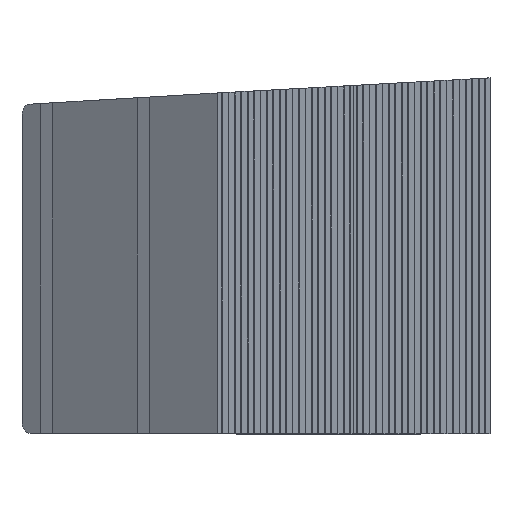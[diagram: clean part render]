
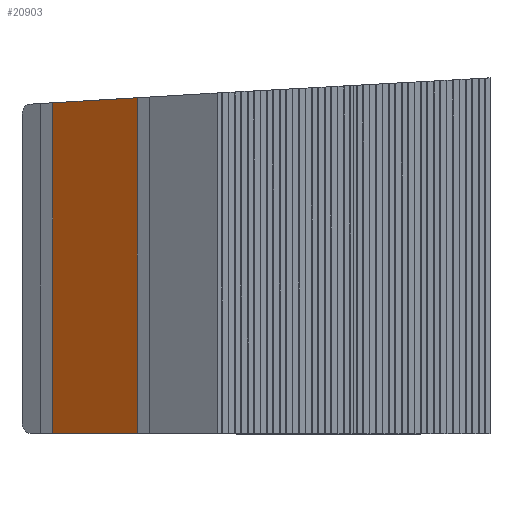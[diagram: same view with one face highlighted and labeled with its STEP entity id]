
A CAD part, top view. The second image highlights one B-rep face of the part: STEP entity #20903.
In plain terms, the highlighted planar face has unit normal (-0.609, 0, 0.793).
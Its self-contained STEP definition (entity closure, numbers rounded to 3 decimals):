
#20728 = VERTEX_POINT('',#20729);
#20729 = CARTESIAN_POINT('',(11056.924,-534.619,
    3921.015));
#20736 = PLANE('',#20737);
#20737 = AXIS2_PLACEMENT_3D('',#20738,#20739,#20740);
#20738 = CARTESIAN_POINT('',(10948.006,22.278,
    3853.699));
#20739 = DIRECTION('',(-0.526,0.,0.851)
  );
#20740 = DIRECTION('',(0.851,0.,0.526));
#20747 = PLANE('',#20748);
#20748 = AXIS2_PLACEMENT_3D('',#20749,#20750,#20751);
#20749 = CARTESIAN_POINT('',(0.,-534.619,0.));
#20750 = DIRECTION('',(0.,1.,0.));
#20751 = DIRECTION('',(1.,0.,-0.));
#20785 = VERTEX_POINT('',#20786);
#20786 = CARTESIAN_POINT('',(11056.924,559.661,
    3921.015));
#20799 = PLANE('',#20800);
#20800 = AXIS2_PLACEMENT_3D('',#20801,#20802,#20803);
#20801 = CARTESIAN_POINT('',(4.895,-84.046,0.));
#20802 = DIRECTION('',(0.058,-0.998,0.));
#20803 = DIRECTION('',(0.,0.,-1.));
#20810 = EDGE_CURVE('',#20728,#20785,#20811,.T.);
#20811 = SURFACE_CURVE('',#20812,(#20816,#20822),.PCURVE_S1.);
#20812 = LINE('',#20813,#20814);
#20813 = CARTESIAN_POINT('',(11056.924,1.04,
    3921.015));
#20814 = VECTOR('',#20815,1.);
#20815 = DIRECTION('',(0.,1.,0.));
#20816 = PCURVE('',#20736,#20817);
#20817 = DEFINITIONAL_REPRESENTATION('',(#20818),#20821);
#20818 = B_SPLINE_CURVE_WITH_KNOTS('',1,(#20819,#20820),.UNSPECIFIED.,
  .F.,.F.,(2,2),(-648.253,702.876),
  .PIECEWISE_BEZIER_KNOTS.);
#20819 = CARTESIAN_POINT('',(128.04,-669.49));
#20820 = CARTESIAN_POINT('',(128.04,681.639));
#20821 = ( GEOMETRIC_REPRESENTATION_CONTEXT(2) 
PARAMETRIC_REPRESENTATION_CONTEXT() REPRESENTATION_CONTEXT('2D SPACE',''
  ) );
#20822 = PCURVE('',#20823,#20828);
#20823 = PLANE('',#20824);
#20824 = AXIS2_PLACEMENT_3D('',#20825,#20826,#20827);
#20825 = CARTESIAN_POINT('',(-6932.039,-20.197,
    -9874.187));
#20826 = DIRECTION('',(0.609,0.,-0.794));
#20827 = DIRECTION('',(0.,-1.,0.));
#20828 = DEFINITIONAL_REPRESENTATION('',(#20829),#20832);
#20829 = B_SPLINE_CURVE_WITH_KNOTS('',1,(#20830,#20831),.UNSPECIFIED.,
  .F.,.F.,(2,2),(-648.253,702.876),
  .PIECEWISE_BEZIER_KNOTS.);
#20830 = CARTESIAN_POINT('',(627.016,-22669.591));
#20831 = CARTESIAN_POINT('',(-724.113,-22669.591));
#20832 = ( GEOMETRIC_REPRESENTATION_CONTEXT(2) 
PARAMETRIC_REPRESENTATION_CONTEXT() REPRESENTATION_CONTEXT('2D SPACE',''
  ) );
#20859 = EDGE_CURVE('',#20728,#20860,#20862,.T.);
#20860 = VERTEX_POINT('',#20861);
#20861 = CARTESIAN_POINT('',(11336.541,-534.619,
    4135.445));
#20862 = SURFACE_CURVE('',#20863,(#20867,#20873),.PCURVE_S1.);
#20863 = LINE('',#20864,#20865);
#20864 = CARTESIAN_POINT('',(-2365.466,-534.619,
    -6372.217));
#20865 = VECTOR('',#20866,1.);
#20866 = DIRECTION('',(0.794,-0.,0.609));
#20867 = PCURVE('',#20747,#20868);
#20868 = DEFINITIONAL_REPRESENTATION('',(#20869),#20872);
#20869 = B_SPLINE_CURVE_WITH_KNOTS('',1,(#20870,#20871),.UNSPECIFIED.,
  .F.,.F.,(2,2),(16592.701,18098.529),
  .PIECEWISE_BEZIER_KNOTS.);
#20870 = CARTESIAN_POINT('',(10801.312,-3724.994));
#20871 = CARTESIAN_POINT('',(11996.23,-4641.34));
#20872 = ( GEOMETRIC_REPRESENTATION_CONTEXT(2) 
PARAMETRIC_REPRESENTATION_CONTEXT() REPRESENTATION_CONTEXT('2D SPACE',''
  ) );
#20873 = PCURVE('',#20823,#20874);
#20874 = DEFINITIONAL_REPRESENTATION('',(#20875),#20878);
#20875 = B_SPLINE_CURVE_WITH_KNOTS('',1,(#20876,#20877),.UNSPECIFIED.,
  .F.,.F.,(2,2),(16592.701,18098.529),
  .PIECEWISE_BEZIER_KNOTS.);
#20876 = CARTESIAN_POINT('',(514.422,-22347.471));
#20877 = CARTESIAN_POINT('',(514.422,-23853.299));
#20878 = ( GEOMETRIC_REPRESENTATION_CONTEXT(2) 
PARAMETRIC_REPRESENTATION_CONTEXT() REPRESENTATION_CONTEXT('2D SPACE',''
  ) );
#20893 = PLANE('',#20894);
#20894 = AXIS2_PLACEMENT_3D('',#20895,#20896,#20897);
#20895 = CARTESIAN_POINT('',(10929.395,22.278,
    3883.812));
#20896 = DIRECTION('',(-0.526,0.,0.851)
  );
#20897 = DIRECTION('',(0.851,0.,0.526));
#20903 = ADVANCED_FACE('',(#20904),#20823,.F.);
#20904 = FACE_BOUND('',#20905,.F.);
#20905 = EDGE_LOOP('',(#20906,#20927,#20946,#20947));
#20906 = ORIENTED_EDGE('',*,*,#20907,.F.);
#20907 = EDGE_CURVE('',#20908,#20785,#20910,.T.);
#20908 = VERTEX_POINT('',#20909);
#20909 = CARTESIAN_POINT('',(11336.541,575.947,
    4135.445));
#20910 = SURFACE_CURVE('',#20911,(#20915,#20921),.PCURVE_S1.);
#20911 = LINE('',#20912,#20913);
#20912 = CARTESIAN_POINT('',(-2357.707,-221.651,
    -6366.267));
#20913 = VECTOR('',#20914,1.);
#20914 = DIRECTION('',(-0.793,-0.046,
    -0.608));
#20915 = PCURVE('',#20823,#20916);
#20916 = DEFINITIONAL_REPRESENTATION('',(#20917),#20920);
#20917 = B_SPLINE_CURVE_WITH_KNOTS('',1,(#20918,#20919),.UNSPECIFIED.,
  .F.,.F.,(2,2),(-18108.184,-16598.73),
  .PIECEWISE_BEZIER_KNOTS.);
#20918 = CARTESIAN_POINT('',(-634.572,-23853.423));
#20919 = CARTESIAN_POINT('',(-564.883,-22345.578));
#20920 = ( GEOMETRIC_REPRESENTATION_CONTEXT(2) 
PARAMETRIC_REPRESENTATION_CONTEXT() REPRESENTATION_CONTEXT('2D SPACE',''
  ) );
#20921 = PCURVE('',#20799,#20922);
#20922 = DEFINITIONAL_REPRESENTATION('',(#20923),#20926);
#20923 = B_SPLINE_CURVE_WITH_KNOTS('',1,(#20924,#20925),.UNSPECIFIED.,
  .F.,.F.,(2,2),(-18108.184,-16598.73),
  .PIECEWISE_BEZIER_KNOTS.);
#20924 = CARTESIAN_POINT('',(-4641.416,12011.755));
#20925 = CARTESIAN_POINT('',(-3723.842,10813.209));
#20926 = ( GEOMETRIC_REPRESENTATION_CONTEXT(2) 
PARAMETRIC_REPRESENTATION_CONTEXT() REPRESENTATION_CONTEXT('2D SPACE',''
  ) );
#20927 = ORIENTED_EDGE('',*,*,#20928,.F.);
#20928 = EDGE_CURVE('',#20860,#20908,#20929,.T.);
#20929 = SURFACE_CURVE('',#20930,(#20934,#20940),.PCURVE_S1.);
#20930 = LINE('',#20931,#20932);
#20931 = CARTESIAN_POINT('',(11336.541,1.04,
    4135.445));
#20932 = VECTOR('',#20933,1.);
#20933 = DIRECTION('',(0.,1.,0.));
#20934 = PCURVE('',#20823,#20935);
#20935 = DEFINITIONAL_REPRESENTATION('',(#20936),#20939);
#20936 = B_SPLINE_CURVE_WITH_KNOTS('',1,(#20937,#20938),.UNSPECIFIED.,
  .F.,.F.,(2,2),(-648.253,702.876),
  .PIECEWISE_BEZIER_KNOTS.);
#20937 = CARTESIAN_POINT('',(627.016,-23021.963));
#20938 = CARTESIAN_POINT('',(-724.113,-23021.963));
#20939 = ( GEOMETRIC_REPRESENTATION_CONTEXT(2) 
PARAMETRIC_REPRESENTATION_CONTEXT() REPRESENTATION_CONTEXT('2D SPACE',''
  ) );
#20940 = PCURVE('',#20893,#20941);
#20941 = DEFINITIONAL_REPRESENTATION('',(#20942),#20945);
#20942 = B_SPLINE_CURVE_WITH_KNOTS('',1,(#20943,#20944),.UNSPECIFIED.,
  .F.,.F.,(2,2),(-648.253,702.876),
  .PIECEWISE_BEZIER_KNOTS.);
#20943 = CARTESIAN_POINT('',(478.629,-669.49));
#20944 = CARTESIAN_POINT('',(478.629,681.639));
#20945 = ( GEOMETRIC_REPRESENTATION_CONTEXT(2) 
PARAMETRIC_REPRESENTATION_CONTEXT() REPRESENTATION_CONTEXT('2D SPACE',''
  ) );
#20946 = ORIENTED_EDGE('',*,*,#20859,.F.);
#20947 = ORIENTED_EDGE('',*,*,#20810,.T.);
